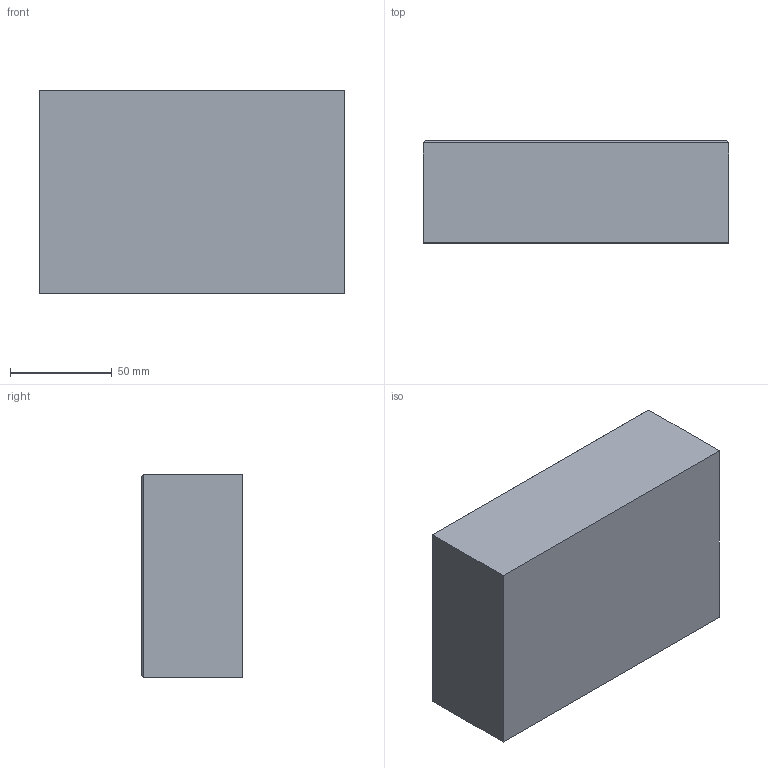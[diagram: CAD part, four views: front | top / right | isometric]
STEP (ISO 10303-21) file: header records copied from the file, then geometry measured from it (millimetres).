
FILE_DESCRIPTION (( 'STEP AP214' ), '1' );
FILE_NAME ('VM-002.STEP', '2025-11-13T07:15:26', ( '' ), ( '' ), 'SwSTEP 2.0', 'SolidWorks 2025', '' );
FILE_SCHEMA (( 'AUTOMOTIVE_DESIGN' ));
Length unit declared in the file: millimetre
Products named in the file (1): VM-002
Bounding box: 150 x 50 x 100 mm (x, y, z)
Volume: 625053.4 mm3; surface area: 60033.4 mm2
Topology: 1 solids, 1 shells, 13 faces, 26 edges, 16 vertices
Faces by surface type: plane 12, bspline 1
Entity records: 468 total; most frequent: CARTESIAN_POINT 179, ORIENTED_EDGE 52, DIRECTION 52, EDGE_CURVE 26, VECTOR 22, LINE 22, VERTEX_POINT 16, AXIS2_PLACEMENT_3D 15
